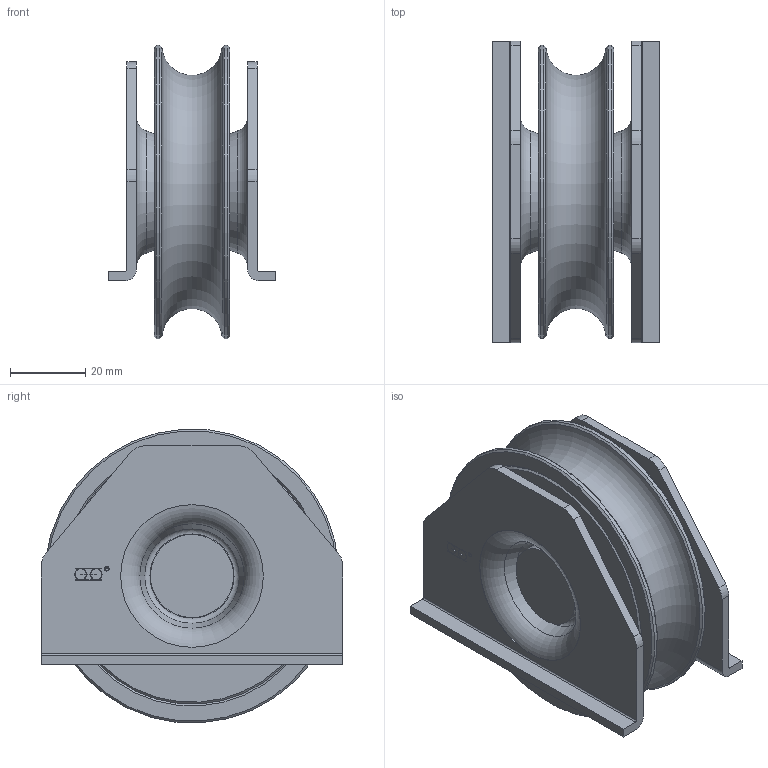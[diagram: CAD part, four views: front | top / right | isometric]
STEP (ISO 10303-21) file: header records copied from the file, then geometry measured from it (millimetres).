
FILE_DESCRIPTION(/* description */ (''),/* implementation_level */ '2;1');
FILE_NAME(/* name */ '23081R16.stp',/* time_stamp */ '2019-08-12T09:27:49+02:00',/* author */ ('DOMINIQUE'),/* organization */ (''),/* preprocessor_version */ 'ST-DEVELOPER v17.2',/* originating_system */ 'Autodesk Inventor 2019',/* authorisation */ '');
FILE_SCHEMA (('AUTOMOTIVE_DESIGN { 1 0 10303 214 3 1 1 }'));
Length unit declared in the file: millimetre
Products named in the file (1): 23081R16
Bounding box: 44.5 x 80 x 77.83 mm (x, y, z)
Volume: 81511.8 mm3; surface area: 43852.9 mm2
Topology: 7 solids, 7 shells, 213 faces, 538 edges, 364 vertices
Faces by surface type: plane 117, cylinder 55, torus 25, cone 12, sphere 4
Full cylindrical faces by diameter (mm): 1.151 x2, 1.25 x2, 13.5 x1, 16.9 x1, 17 x1, 17.2 x2, 22 x1, 23.9 x2, 33.1 x2, 36.5 x1, 37.83 x2, 40 x2, 40.4 x1, 45 x1, 78 x2
Entity records: 6826 total; most frequent: DIRECTION 1201, CARTESIAN_POINT 1131, ORIENTED_EDGE 1074, EDGE_CURVE 537, AXIS2_PLACEMENT_3D 450, VERTEX_POINT 380, LINE 301, VECTOR 301
